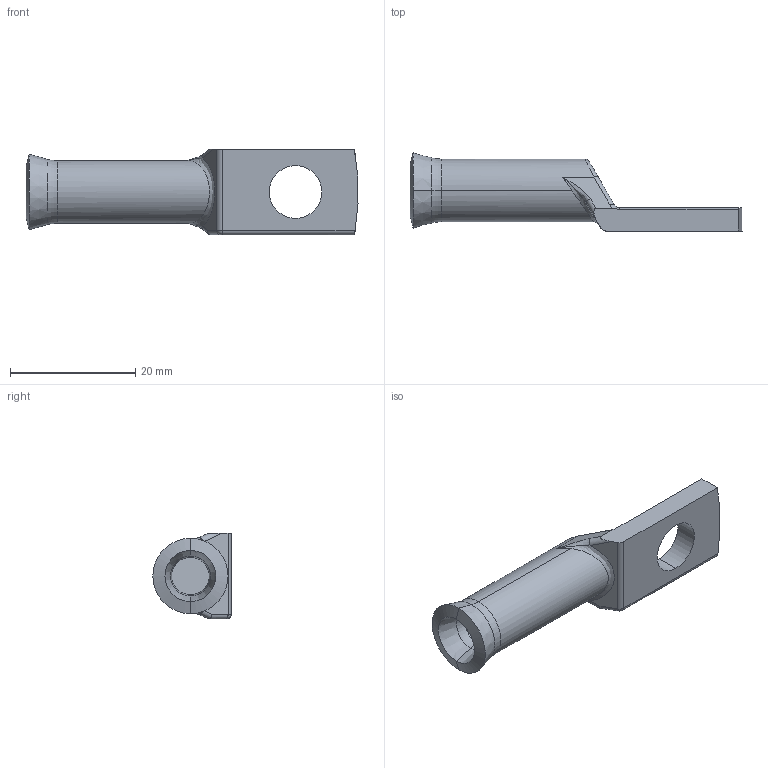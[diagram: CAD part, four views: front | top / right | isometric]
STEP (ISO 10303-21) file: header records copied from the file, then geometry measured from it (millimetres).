
FILE_DESCRIPTION (( 'STEP AP203' ), '1' );
FILE_NAME ('16 mm² DIN NORMU ALÜMÝNYUM SKP (KALAY KAPLI).STEP', '2025-07-18T11:27:59', ( '' ), ( '' ), 'SwSTEP 2.0', 'SolidWorks 2023', '' );
FILE_SCHEMA (( 'CONFIG_CONTROL_DESIGN' ));
Length unit declared in the file: millimetre
Products named in the file (1): 16 mm² DIN NORMU ALÜMİNYUM SKP (KALAY KAPLI)
Bounding box: 52.96 x 12.5 x 13.7 mm (x, y, z)
Volume: 2688.3 mm3; surface area: 2433.4 mm2
Topology: 1 solids, 1 shells, 44 faces, 104 edges, 60 vertices
Faces by surface type: cylinder 17, plane 9, bspline 7, cone 6, torus 5
Entity records: 1577 total; most frequent: CARTESIAN_POINT 570, ORIENTED_EDGE 204, DIRECTION 188, EDGE_CURVE 102, AXIS2_PLACEMENT_3D 74, VERTEX_POINT 60, EDGE_LOOP 46, ADVANCED_FACE 44
